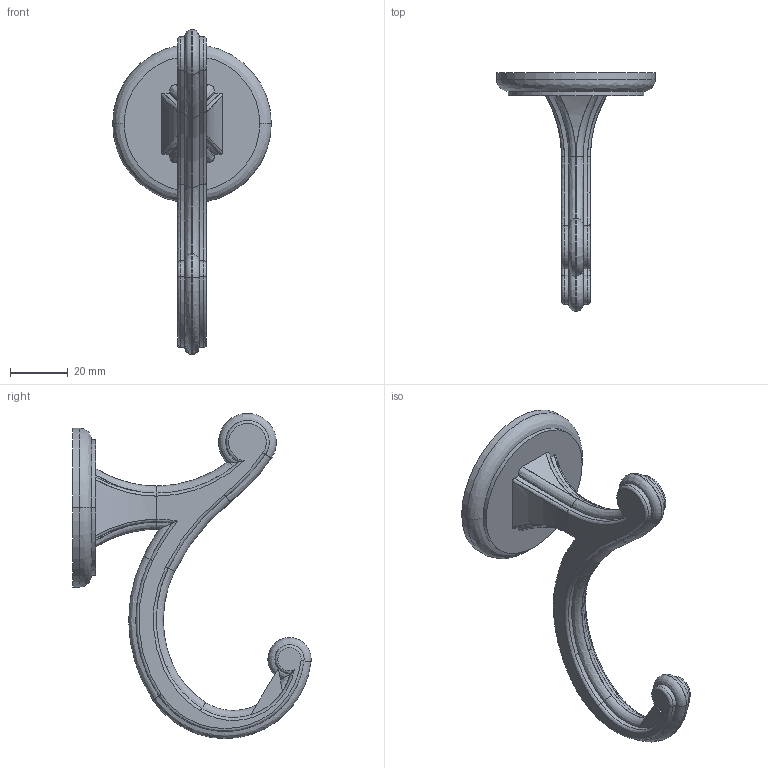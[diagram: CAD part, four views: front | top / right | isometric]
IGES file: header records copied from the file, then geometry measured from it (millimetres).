
Start section:  PTC IGES file: 39-13.igs
Global section: file name: 39-13.igs; native system: Pro/ENGINEER by Parametric Technology Corporation; preprocessor: 2009300; author: ravindrashirol; organization: Unknown; date: 20111215.113525; units: inch
Bounding box: 54.99 x 82.59 x 112.68 mm (x, y, z)
Surface area: 14246.5 mm2 (no closed solid volume)
Topology: 0 solids, 0 shells, 110 faces, 648 edges, 648 vertices
Faces by surface type: revolution 96, bspline 14
